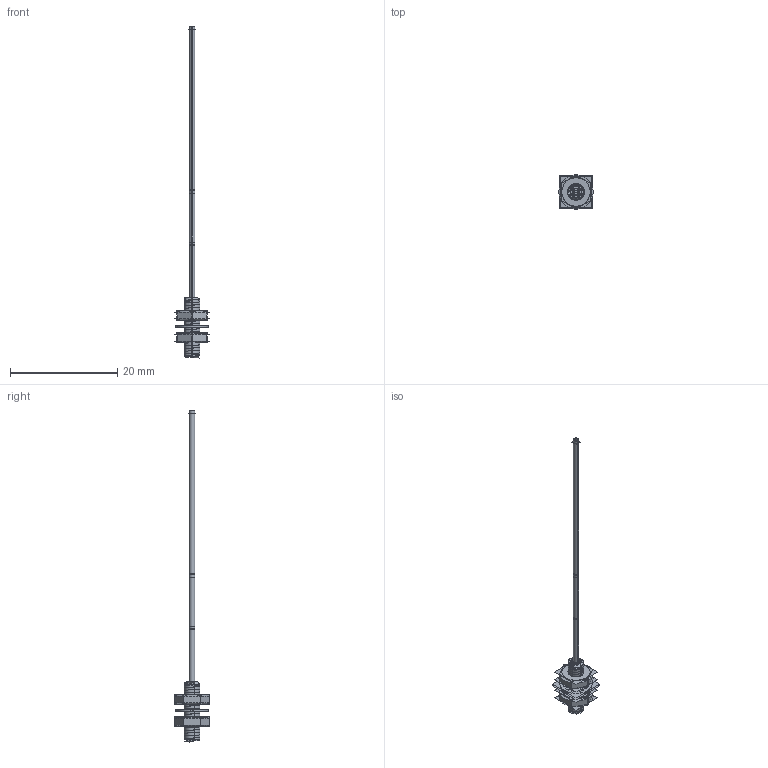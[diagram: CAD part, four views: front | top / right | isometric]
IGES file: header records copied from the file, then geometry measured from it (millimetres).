
Start section:  PTC IGES file: 161892.igs
Global section: file name: 161892.igs; native system: Creo Parametric by Parametric Technology Corporation; preprocessor: 2013230; author: pdmadmin; organization: Unknown; date: 20160105.115309; units: millimetre
Bounding box: 6.36 x 6.41 x 61.81 mm (x, y, z)
Volume: 162.6 mm3; surface area: 5704.4 mm2
Topology: 6 solids, 7 shells, 438 faces, 2324 edges, 3008 vertices
Faces by surface type: revolution 316, bspline 122
